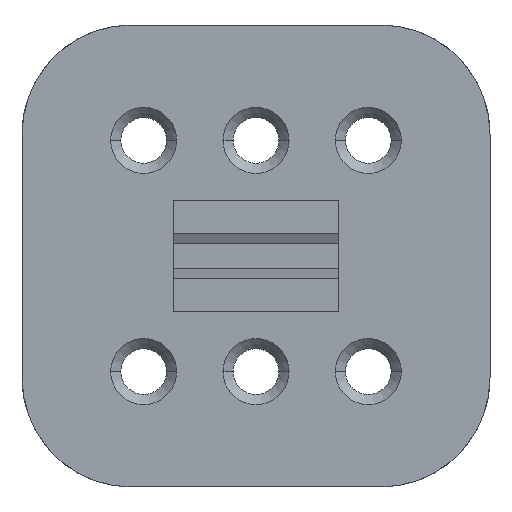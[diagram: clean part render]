
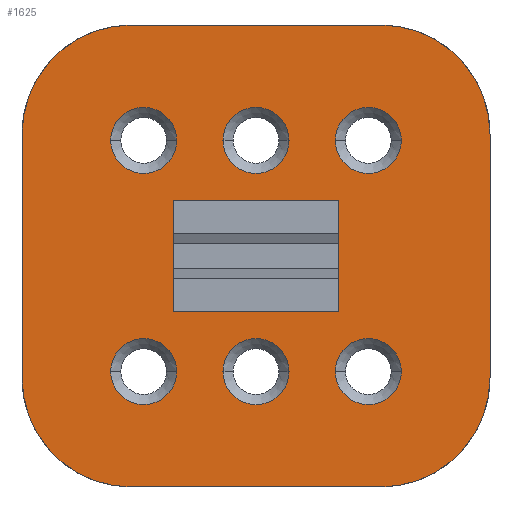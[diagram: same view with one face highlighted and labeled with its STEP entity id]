
A CAD part, front view. The second image highlights one B-rep face of the part: STEP entity #1625.
In plain terms, the highlighted planar face has unit normal (0, -1, 0).
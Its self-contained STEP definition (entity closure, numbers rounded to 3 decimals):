
#2=DIRECTION('',(1.,0.,0.));
#3=VECTOR('',#2,6.5);
#4=CARTESIAN_POINT('',(-3.25,0.,-2.2));
#5=LINE('',#4,#3);
#6=DIRECTION('',(0.,0.,-1.));
#7=VECTOR('',#6,4.4);
#8=CARTESIAN_POINT('',(3.25,0.,2.2));
#9=LINE('',#8,#7);
#10=DIRECTION('',(1.,0.,0.));
#11=VECTOR('',#10,6.5);
#12=CARTESIAN_POINT('',(-3.25,0.,2.2));
#13=LINE('',#12,#11);
#14=DIRECTION('',(0.,0.,-1.));
#15=VECTOR('',#14,4.4);
#16=CARTESIAN_POINT('',(-3.25,0.,2.2));
#17=LINE('',#16,#15);
#18=CARTESIAN_POINT('',(4.91,0.,4.79));
#19=DIRECTION('',(0.,-1.,0.));
#20=DIRECTION('',(1.,0.,0.));
#21=AXIS2_PLACEMENT_3D('',#18,#19,#20);
#23=DIRECTION('',(0.,0.,-1.));
#24=VECTOR('',#23,9.58);
#25=CARTESIAN_POINT('',(9.21,0.,4.79));
#26=LINE('',#25,#24);
#27=CARTESIAN_POINT('',(4.91,0.,-4.79));
#28=DIRECTION('',(0.,-1.,0.));
#29=DIRECTION('',(0.,0.,-1.));
#30=AXIS2_PLACEMENT_3D('',#27,#28,#29);
#32=DIRECTION('',(-1.,0.,0.));
#33=VECTOR('',#32,9.82);
#34=CARTESIAN_POINT('',(4.91,0.,-9.09));
#35=LINE('',#34,#33);
#36=CARTESIAN_POINT('',(-4.91,0.,-4.79));
#37=DIRECTION('',(0.,-1.,0.));
#38=DIRECTION('',(-1.,0.,0.));
#39=AXIS2_PLACEMENT_3D('',#36,#37,#38);
#41=DIRECTION('',(0.,0.,1.));
#42=VECTOR('',#41,9.58);
#43=CARTESIAN_POINT('',(-9.21,0.,-4.79));
#44=LINE('',#43,#42);
#45=CARTESIAN_POINT('',(-4.91,0.,4.79));
#46=DIRECTION('',(0.,-1.,0.));
#47=DIRECTION('',(0.,0.,1.));
#48=AXIS2_PLACEMENT_3D('',#45,#46,#47);
#50=DIRECTION('',(1.,0.,0.));
#51=VECTOR('',#50,9.82);
#52=CARTESIAN_POINT('',(-4.91,0.,9.09));
#53=LINE('',#52,#51);
#54=CARTESIAN_POINT('',(-4.42,0.,4.55));
#55=DIRECTION('',(0.,1.,0.));
#56=DIRECTION('',(-1.,0.,0.));
#57=AXIS2_PLACEMENT_3D('',#54,#55,#56);
#59=CARTESIAN_POINT('',(-4.42,0.,4.55));
#60=DIRECTION('',(0.,1.,0.));
#61=DIRECTION('',(1.,0.,0.));
#62=AXIS2_PLACEMENT_3D('',#59,#60,#61);
#64=CARTESIAN_POINT('',(0.,0.,4.55));
#65=DIRECTION('',(0.,1.,0.));
#66=DIRECTION('',(-1.,0.,0.));
#67=AXIS2_PLACEMENT_3D('',#64,#65,#66);
#69=CARTESIAN_POINT('',(0.,0.,4.55));
#70=DIRECTION('',(0.,1.,0.));
#71=DIRECTION('',(1.,0.,0.));
#72=AXIS2_PLACEMENT_3D('',#69,#70,#71);
#74=CARTESIAN_POINT('',(4.42,0.,4.55));
#75=DIRECTION('',(0.,1.,0.));
#76=DIRECTION('',(-1.,0.,0.));
#77=AXIS2_PLACEMENT_3D('',#74,#75,#76);
#79=CARTESIAN_POINT('',(4.42,0.,4.55));
#80=DIRECTION('',(0.,1.,0.));
#81=DIRECTION('',(1.,0.,0.));
#82=AXIS2_PLACEMENT_3D('',#79,#80,#81);
#84=CARTESIAN_POINT('',(4.42,0.,-4.55));
#85=DIRECTION('',(0.,1.,0.));
#86=DIRECTION('',(-1.,0.,0.));
#87=AXIS2_PLACEMENT_3D('',#84,#85,#86);
#89=CARTESIAN_POINT('',(4.42,0.,-4.55));
#90=DIRECTION('',(0.,1.,0.));
#91=DIRECTION('',(1.,0.,0.));
#92=AXIS2_PLACEMENT_3D('',#89,#90,#91);
#94=CARTESIAN_POINT('',(0.,0.,-4.55));
#95=DIRECTION('',(0.,1.,0.));
#96=DIRECTION('',(-1.,0.,0.));
#97=AXIS2_PLACEMENT_3D('',#94,#95,#96);
#99=CARTESIAN_POINT('',(0.,0.,-4.55));
#100=DIRECTION('',(0.,1.,0.));
#101=DIRECTION('',(1.,0.,0.));
#102=AXIS2_PLACEMENT_3D('',#99,#100,#101);
#104=CARTESIAN_POINT('',(-4.42,0.,-4.55));
#105=DIRECTION('',(0.,1.,0.));
#106=DIRECTION('',(-1.,0.,0.));
#107=AXIS2_PLACEMENT_3D('',#104,#105,#106);
#109=CARTESIAN_POINT('',(-4.42,0.,-4.55));
#110=DIRECTION('',(0.,1.,0.));
#111=DIRECTION('',(1.,0.,0.));
#112=AXIS2_PLACEMENT_3D('',#109,#110,#111);
#1334=CARTESIAN_POINT('',(-3.25,0.,-2.2));
#1335=CARTESIAN_POINT('',(3.25,0.,-2.2));
#1336=VERTEX_POINT('',#1334);
#1337=VERTEX_POINT('',#1335);
#1338=CARTESIAN_POINT('',(-3.25,0.,2.2));
#1339=CARTESIAN_POINT('',(3.25,0.,2.2));
#1340=VERTEX_POINT('',#1338);
#1341=VERTEX_POINT('',#1339);
#1342=CARTESIAN_POINT('',(9.21,0.,4.79));
#1343=CARTESIAN_POINT('',(4.91,0.,9.09));
#1344=VERTEX_POINT('',#1342);
#1345=VERTEX_POINT('',#1343);
#1354=CARTESIAN_POINT('',(4.91,0.,-9.09));
#1355=CARTESIAN_POINT('',(9.21,0.,-4.79));
#1356=VERTEX_POINT('',#1354);
#1357=VERTEX_POINT('',#1355);
#1366=CARTESIAN_POINT('',(-9.21,0.,-4.79));
#1367=CARTESIAN_POINT('',(-4.91,0.,-9.09));
#1368=VERTEX_POINT('',#1366);
#1369=VERTEX_POINT('',#1367);
#1378=CARTESIAN_POINT('',(-4.91,0.,9.09));
#1379=CARTESIAN_POINT('',(-9.21,0.,4.79));
#1380=VERTEX_POINT('',#1378);
#1381=VERTEX_POINT('',#1379);
#1414=CARTESIAN_POINT('',(-5.72,0.,4.55));
#1415=CARTESIAN_POINT('',(-3.12,0.,4.55));
#1416=VERTEX_POINT('',#1414);
#1417=VERTEX_POINT('',#1415);
#1422=CARTESIAN_POINT('',(-1.3,0.,4.55));
#1423=CARTESIAN_POINT('',(1.3,0.,4.55));
#1424=VERTEX_POINT('',#1422);
#1425=VERTEX_POINT('',#1423);
#1430=CARTESIAN_POINT('',(3.12,0.,4.55));
#1431=CARTESIAN_POINT('',(5.72,0.,4.55));
#1432=VERTEX_POINT('',#1430);
#1433=VERTEX_POINT('',#1431);
#1438=CARTESIAN_POINT('',(3.12,0.,-4.55));
#1439=CARTESIAN_POINT('',(5.72,0.,-4.55));
#1440=VERTEX_POINT('',#1438);
#1441=VERTEX_POINT('',#1439);
#1446=CARTESIAN_POINT('',(-1.3,0.,-4.55));
#1447=CARTESIAN_POINT('',(1.3,0.,-4.55));
#1448=VERTEX_POINT('',#1446);
#1449=VERTEX_POINT('',#1447);
#1454=CARTESIAN_POINT('',(-5.72,0.,-4.55));
#1455=CARTESIAN_POINT('',(-3.12,0.,-4.55));
#1456=VERTEX_POINT('',#1454);
#1457=VERTEX_POINT('',#1455);
#1556=CARTESIAN_POINT('',(0.,0.,0.));
#1557=DIRECTION('',(0.,1.,0.));
#1558=DIRECTION('',(1.,0.,0.));
#1559=AXIS2_PLACEMENT_3D('',#1556,#1557,#1558);
#1560=PLANE('',#1559);
#1562=ORIENTED_EDGE('',*,*,#1561,.F.);
#1564=ORIENTED_EDGE('',*,*,#1563,.T.);
#1566=ORIENTED_EDGE('',*,*,#1565,.F.);
#1568=ORIENTED_EDGE('',*,*,#1567,.T.);
#1570=ORIENTED_EDGE('',*,*,#1569,.F.);
#1572=ORIENTED_EDGE('',*,*,#1571,.T.);
#1574=ORIENTED_EDGE('',*,*,#1573,.F.);
#1576=ORIENTED_EDGE('',*,*,#1575,.T.);
#1577=EDGE_LOOP('',(#1562,#1564,#1566,#1568,#1570,#1572,#1574,#1576));
#1578=FACE_OUTER_BOUND('',#1577,.F.);
#1580=ORIENTED_EDGE('',*,*,#1579,.T.);
#1582=ORIENTED_EDGE('',*,*,#1581,.F.);
#1584=ORIENTED_EDGE('',*,*,#1583,.F.);
#1586=ORIENTED_EDGE('',*,*,#1585,.T.);
#1587=EDGE_LOOP('',(#1580,#1582,#1584,#1586));
#1588=FACE_BOUND('',#1587,.F.);
#1590=ORIENTED_EDGE('',*,*,#1589,.F.);
#1592=ORIENTED_EDGE('',*,*,#1591,.F.);
#1593=EDGE_LOOP('',(#1590,#1592));
#1594=FACE_BOUND('',#1593,.F.);
#1596=ORIENTED_EDGE('',*,*,#1595,.F.);
#1598=ORIENTED_EDGE('',*,*,#1597,.F.);
#1599=EDGE_LOOP('',(#1596,#1598));
#1600=FACE_BOUND('',#1599,.F.);
#1602=ORIENTED_EDGE('',*,*,#1601,.F.);
#1604=ORIENTED_EDGE('',*,*,#1603,.F.);
#1605=EDGE_LOOP('',(#1602,#1604));
#1606=FACE_BOUND('',#1605,.F.);
#1608=ORIENTED_EDGE('',*,*,#1607,.F.);
#1610=ORIENTED_EDGE('',*,*,#1609,.F.);
#1611=EDGE_LOOP('',(#1608,#1610));
#1612=FACE_BOUND('',#1611,.F.);
#1614=ORIENTED_EDGE('',*,*,#1613,.F.);
#1616=ORIENTED_EDGE('',*,*,#1615,.F.);
#1617=EDGE_LOOP('',(#1614,#1616));
#1618=FACE_BOUND('',#1617,.F.);
#1620=ORIENTED_EDGE('',*,*,#1619,.F.);
#1622=ORIENTED_EDGE('',*,*,#1621,.F.);
#1623=EDGE_LOOP('',(#1620,#1622));
#1624=FACE_BOUND('',#1623,.F.);
#1625=ADVANCED_FACE('',(#1578,#1588,#1594,#1600,#1606,#1612,#1618,#1624),#1560,
.F.);
#22=CIRCLE('',#21,4.3);
#31=CIRCLE('',#30,4.3);
#40=CIRCLE('',#39,4.3);
#49=CIRCLE('',#48,4.3);
#58=CIRCLE('',#57,1.3);
#63=CIRCLE('',#62,1.3);
#68=CIRCLE('',#67,1.3);
#73=CIRCLE('',#72,1.3);
#78=CIRCLE('',#77,1.3);
#83=CIRCLE('',#82,1.3);
#88=CIRCLE('',#87,1.3);
#93=CIRCLE('',#92,1.3);
#98=CIRCLE('',#97,1.3);
#103=CIRCLE('',#102,1.3);
#108=CIRCLE('',#107,1.3);
#113=CIRCLE('',#112,1.3);
#1561=EDGE_CURVE('',#1344,#1345,#22,.T.);
#1563=EDGE_CURVE('',#1344,#1357,#26,.T.);
#1565=EDGE_CURVE('',#1356,#1357,#31,.T.);
#1567=EDGE_CURVE('',#1356,#1369,#35,.T.);
#1569=EDGE_CURVE('',#1368,#1369,#40,.T.);
#1571=EDGE_CURVE('',#1368,#1381,#44,.T.);
#1573=EDGE_CURVE('',#1380,#1381,#49,.T.);
#1575=EDGE_CURVE('',#1380,#1345,#53,.T.);
#1579=EDGE_CURVE('',#1336,#1337,#5,.T.);
#1581=EDGE_CURVE('',#1341,#1337,#9,.T.);
#1583=EDGE_CURVE('',#1340,#1341,#13,.T.);
#1585=EDGE_CURVE('',#1340,#1336,#17,.T.);
#1589=EDGE_CURVE('',#1416,#1417,#58,.T.);
#1591=EDGE_CURVE('',#1417,#1416,#63,.T.);
#1595=EDGE_CURVE('',#1424,#1425,#68,.T.);
#1597=EDGE_CURVE('',#1425,#1424,#73,.T.);
#1601=EDGE_CURVE('',#1432,#1433,#78,.T.);
#1603=EDGE_CURVE('',#1433,#1432,#83,.T.);
#1607=EDGE_CURVE('',#1440,#1441,#88,.T.);
#1609=EDGE_CURVE('',#1441,#1440,#93,.T.);
#1613=EDGE_CURVE('',#1448,#1449,#98,.T.);
#1615=EDGE_CURVE('',#1449,#1448,#103,.T.);
#1619=EDGE_CURVE('',#1456,#1457,#108,.T.);
#1621=EDGE_CURVE('',#1457,#1456,#113,.T.);
